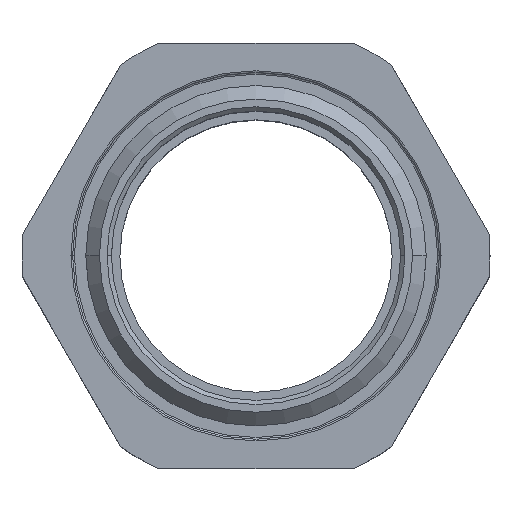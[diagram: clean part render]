
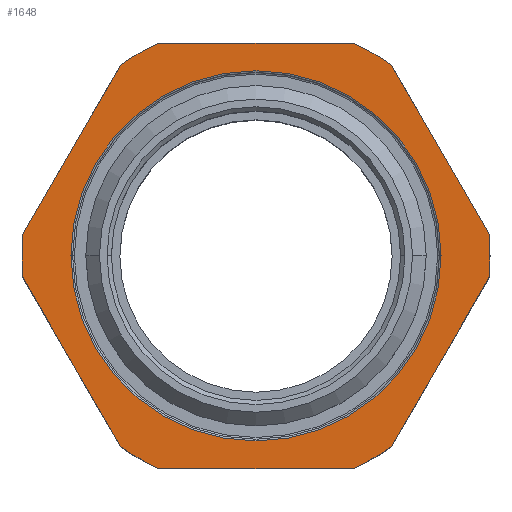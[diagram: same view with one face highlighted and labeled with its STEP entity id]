
A CAD part, top view. The second image highlights one B-rep face of the part: STEP entity #1648.
In plain terms, the highlighted planar face has unit normal (0, 0, 1).
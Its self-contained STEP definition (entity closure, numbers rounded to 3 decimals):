
#15 = CARTESIAN_POINT ( 'NONE',  ( 0., 0., 21.4 ) ) ;
#17 = CARTESIAN_POINT ( 'NONE',  ( 0., 0., 21.4 ) ) ;
#95 = LINE ( 'NONE', #2042, #1789 ) ;
#148 = CARTESIAN_POINT ( 'NONE',  ( 27.379, -2.578, 21.4 ) ) ;
#164 = EDGE_CURVE ( 'NONE', #2207, #2556, #1400, .T. ) ;
#175 = CARTESIAN_POINT ( 'NONE',  ( 15.922, 22.422, 21.4 ) ) ;
#179 = VECTOR ( 'NONE', #552, 1000. ) ;
#211 = DIRECTION ( 'NONE',  ( 0., 0., -1. ) ) ;
#214 = LINE ( 'NONE', #1073, #1547 ) ;
#242 = CARTESIAN_POINT ( 'NONE',  ( 0., 0., 21.4 ) ) ;
#261 = DIRECTION ( 'NONE',  ( 0.5, -0.866, 0. ) ) ;
#267 = CARTESIAN_POINT ( 'NONE',  ( 11.456, -25., 21.4 ) ) ;
#283 = ORIENTED_EDGE ( 'NONE', *, *, #1372, .T. ) ;
#306 = FACE_OUTER_BOUND ( 'NONE', #2286, .T. ) ;
#312 = AXIS2_PLACEMENT_3D ( 'NONE', #1261, #2062, #2274 ) ;
#346 = VERTEX_POINT ( 'NONE', #402 ) ;
#385 = CARTESIAN_POINT ( 'NONE',  ( -21.75, 0., 21.4 ) ) ;
#388 = DIRECTION ( 'NONE',  ( 1., 0., 0. ) ) ;
#391 = VERTEX_POINT ( 'NONE', #613 ) ;
#401 = EDGE_CURVE ( 'NONE', #2207, #1102, #981, .T. ) ;
#402 = CARTESIAN_POINT ( 'NONE',  ( -15.922, -22.422, 21.4 ) ) ;
#426 = DIRECTION ( 'NONE',  ( 1., 0., 0. ) ) ;
#433 = CIRCLE ( 'NONE', #2588, 27.5 ) ;
#441 = ORIENTED_EDGE ( 'NONE', *, *, #707, .F. ) ;
#505 = AXIS2_PLACEMENT_3D ( 'NONE', #2470, #1211, #2067 ) ;
#517 = AXIS2_PLACEMENT_3D ( 'NONE', #242, #2477, #595 ) ;
#521 = CARTESIAN_POINT ( 'NONE',  ( -11.456, -25., 21.4 ) ) ;
#552 = DIRECTION ( 'NONE',  ( 0.5, 0.866, 0. ) ) ;
#553 = DIRECTION ( 'NONE',  ( 1., 0., 0. ) ) ;
#572 = DIRECTION ( 'NONE',  ( -0.5, 0.866, 0. ) ) ;
#579 = EDGE_CURVE ( 'NONE', #2493, #1350, #1614, .T. ) ;
#587 = CARTESIAN_POINT ( 'NONE',  ( 15.922, -22.422, 21.4 ) ) ;
#588 = ORIENTED_EDGE ( 'NONE', *, *, #898, .F. ) ;
#595 = DIRECTION ( 'NONE',  ( 1., 0., 0. ) ) ;
#613 = CARTESIAN_POINT ( 'NONE',  ( -27.379, 2.578, 21.4 ) ) ;
#666 = CARTESIAN_POINT ( 'NONE',  ( -14.434, -25., 21.4 ) ) ;
#685 = CARTESIAN_POINT ( 'NONE',  ( 21.75, 0., 21.4 ) ) ;
#707 = EDGE_CURVE ( 'NONE', #1018, #2556, #2478, .T. ) ;
#719 = EDGE_CURVE ( 'NONE', #1018, #2387, #1108, .T. ) ;
#788 = DIRECTION ( 'NONE',  ( 1., 0., 0. ) ) ;
#819 = AXIS2_PLACEMENT_3D ( 'NONE', #2209, #2200, #388 ) ;
#830 = ORIENTED_EDGE ( 'NONE', *, *, #579, .F. ) ;
#884 = CARTESIAN_POINT ( 'NONE',  ( -15.922, 22.422, 21.4 ) ) ;
#898 = EDGE_CURVE ( 'NONE', #1210, #391, #2056, .T. ) ;
#902 = EDGE_CURVE ( 'NONE', #1292, #2387, #433, .T. ) ;
#912 = AXIS2_PLACEMENT_3D ( 'NONE', #1750, #953, #553 ) ;
#916 = DIRECTION ( 'NONE',  ( 1., 0., 0. ) ) ;
#925 = DIRECTION ( 'NONE',  ( 0., 0., -1. ) ) ;
#953 = DIRECTION ( 'NONE',  ( 0., 0., -1. ) ) ;
#974 = EDGE_CURVE ( 'NONE', #1966, #1444, #2302, .T. ) ;
#981 = CIRCLE ( 'NONE', #312, 27.5 ) ;
#997 = AXIS2_PLACEMENT_3D ( 'NONE', #15, #2608, #2010 ) ;
#1014 = PLANE ( 'NONE',  #505 ) ;
#1018 = VERTEX_POINT ( 'NONE', #1050 ) ;
#1050 = CARTESIAN_POINT ( 'NONE',  ( 27.379, 2.578, 21.4 ) ) ;
#1065 = ORIENTED_EDGE ( 'NONE', *, *, #2417, .T. ) ;
#1073 = CARTESIAN_POINT ( 'NONE',  ( 14.434, 25., 21.4 ) ) ;
#1095 = EDGE_LOOP ( 'NONE', ( #2310, #2395 ) ) ;
#1102 = VERTEX_POINT ( 'NONE', #267 ) ;
#1108 = LINE ( 'NONE', #2218, #1844 ) ;
#1135 = VECTOR ( 'NONE', #1812, 1000. ) ;
#1208 = DIRECTION ( 'NONE',  ( 0., 0., -1. ) ) ;
#1210 = VERTEX_POINT ( 'NONE', #1689 ) ;
#1211 = DIRECTION ( 'NONE',  ( 0., 0., 1. ) ) ;
#1261 = CARTESIAN_POINT ( 'NONE',  ( 0., 0., 21.4 ) ) ;
#1292 = VERTEX_POINT ( 'NONE', #2170 ) ;
#1301 = DIRECTION ( 'NONE',  ( -1., 0., 0. ) ) ;
#1350 = VERTEX_POINT ( 'NONE', #1392 ) ;
#1362 = ORIENTED_EDGE ( 'NONE', *, *, #719, .T. ) ;
#1372 = EDGE_CURVE ( 'NONE', #2493, #391, #2235, .T. ) ;
#1389 = EDGE_CURVE ( 'NONE', #2558, #346, #2591, .T. ) ;
#1392 = CARTESIAN_POINT ( 'NONE',  ( -11.456, 25., 21.4 ) ) ;
#1400 = LINE ( 'NONE', #2411, #179 ) ;
#1424 = DIRECTION ( 'NONE',  ( 0., 0., -1. ) ) ;
#1444 = VERTEX_POINT ( 'NONE', #385 ) ;
#1483 = ORIENTED_EDGE ( 'NONE', *, *, #1389, .F. ) ;
#1508 = AXIS2_PLACEMENT_3D ( 'NONE', #2021, #211, #2226 ) ;
#1547 = VECTOR ( 'NONE', #1301, 1000. ) ;
#1553 = ORIENTED_EDGE ( 'NONE', *, *, #2090, .F. ) ;
#1584 = CARTESIAN_POINT ( 'NONE',  ( -14.434, 25., 21.4 ) ) ;
#1588 = CIRCLE ( 'NONE', #912, 27.5 ) ;
#1614 = CIRCLE ( 'NONE', #2251, 27.5 ) ;
#1648 = ADVANCED_FACE ( 'NONE', ( #1870, #306 ), #1014, .T. ) ;
#1663 = DIRECTION ( 'NONE',  ( 1., 0., 0. ) ) ;
#1689 = CARTESIAN_POINT ( 'NONE',  ( -27.5, 0., 21.4 ) ) ;
#1710 = VECTOR ( 'NONE', #1663, 1000. ) ;
#1750 = CARTESIAN_POINT ( 'NONE',  ( 0., 0., 21.4 ) ) ;
#1789 = VECTOR ( 'NONE', #261, 1000. ) ;
#1812 = DIRECTION ( 'NONE',  ( -0.5, -0.866, 0. ) ) ;
#1844 = VECTOR ( 'NONE', #572, 1000. ) ;
#1847 = EDGE_CURVE ( 'NONE', #1292, #1350, #214, .T. ) ;
#1860 = ORIENTED_EDGE ( 'NONE', *, *, #2467, .T. ) ;
#1870 = FACE_BOUND ( 'NONE', #1095, .T. ) ;
#1888 = CARTESIAN_POINT ( 'NONE',  ( -27.379, -2.578, 21.4 ) ) ;
#1966 = VERTEX_POINT ( 'NONE', #685 ) ;
#2010 = DIRECTION ( 'NONE',  ( 1., 0., 0. ) ) ;
#2021 = CARTESIAN_POINT ( 'NONE',  ( 0., 0., 21.4 ) ) ;
#2042 = CARTESIAN_POINT ( 'NONE',  ( -28.868, 0., 21.4 ) ) ;
#2056 = CIRCLE ( 'NONE', #517, 27.5 ) ;
#2062 = DIRECTION ( 'NONE',  ( 0., 0., -1. ) ) ;
#2067 = DIRECTION ( 'NONE',  ( 1., 0., 0. ) ) ;
#2090 = EDGE_CURVE ( 'NONE', #2492, #1210, #1588, .T. ) ;
#2098 = AXIS2_PLACEMENT_3D ( 'NONE', #17, #1424, #788 ) ;
#2112 = CIRCLE ( 'NONE', #1508, 21.75 ) ;
#2170 = CARTESIAN_POINT ( 'NONE',  ( 11.456, 25., 21.4 ) ) ;
#2186 = ORIENTED_EDGE ( 'NONE', *, *, #902, .F. ) ;
#2200 = DIRECTION ( 'NONE',  ( 0., 0., -1. ) ) ;
#2207 = VERTEX_POINT ( 'NONE', #587 ) ;
#2209 = CARTESIAN_POINT ( 'NONE',  ( 0., 0., 21.4 ) ) ;
#2218 = CARTESIAN_POINT ( 'NONE',  ( 28.868, 0., 21.4 ) ) ;
#2226 = DIRECTION ( 'NONE',  ( 1., 0., 0. ) ) ;
#2235 = LINE ( 'NONE', #1584, #1135 ) ;
#2243 = ORIENTED_EDGE ( 'NONE', *, *, #401, .F. ) ;
#2245 = CARTESIAN_POINT ( 'NONE',  ( 0., 0., 21.4 ) ) ;
#2251 = AXIS2_PLACEMENT_3D ( 'NONE', #2373, #925, #916 ) ;
#2274 = DIRECTION ( 'NONE',  ( 1., 0., 0. ) ) ;
#2286 = EDGE_LOOP ( 'NONE', ( #1860, #2243, #2328, #441, #1362, #2186, #2488, #830, #283, #588, #1553, #1065, #1483 ) ) ;
#2302 = CIRCLE ( 'NONE', #2098, 21.75 ) ;
#2310 = ORIENTED_EDGE ( 'NONE', *, *, #974, .T. ) ;
#2328 = ORIENTED_EDGE ( 'NONE', *, *, #164, .T. ) ;
#2373 = CARTESIAN_POINT ( 'NONE',  ( 0., 0., 21.4 ) ) ;
#2387 = VERTEX_POINT ( 'NONE', #175 ) ;
#2395 = ORIENTED_EDGE ( 'NONE', *, *, #2504, .T. ) ;
#2411 = CARTESIAN_POINT ( 'NONE',  ( 14.434, -25., 21.4 ) ) ;
#2417 = EDGE_CURVE ( 'NONE', #2492, #346, #95, .T. ) ;
#2467 = EDGE_CURVE ( 'NONE', #2558, #1102, #2542, .T. ) ;
#2470 = CARTESIAN_POINT ( 'NONE',  ( 0., 0., 21.4 ) ) ;
#2477 = DIRECTION ( 'NONE',  ( 0., 0., -1. ) ) ;
#2478 = CIRCLE ( 'NONE', #819, 27.5 ) ;
#2488 = ORIENTED_EDGE ( 'NONE', *, *, #1847, .T. ) ;
#2492 = VERTEX_POINT ( 'NONE', #1888 ) ;
#2493 = VERTEX_POINT ( 'NONE', #884 ) ;
#2504 = EDGE_CURVE ( 'NONE', #1444, #1966, #2112, .T. ) ;
#2542 = LINE ( 'NONE', #666, #1710 ) ;
#2556 = VERTEX_POINT ( 'NONE', #148 ) ;
#2558 = VERTEX_POINT ( 'NONE', #521 ) ;
#2588 = AXIS2_PLACEMENT_3D ( 'NONE', #2245, #1208, #426 ) ;
#2591 = CIRCLE ( 'NONE', #997, 27.5 ) ;
#2608 = DIRECTION ( 'NONE',  ( 0., 0., -1. ) ) ;
